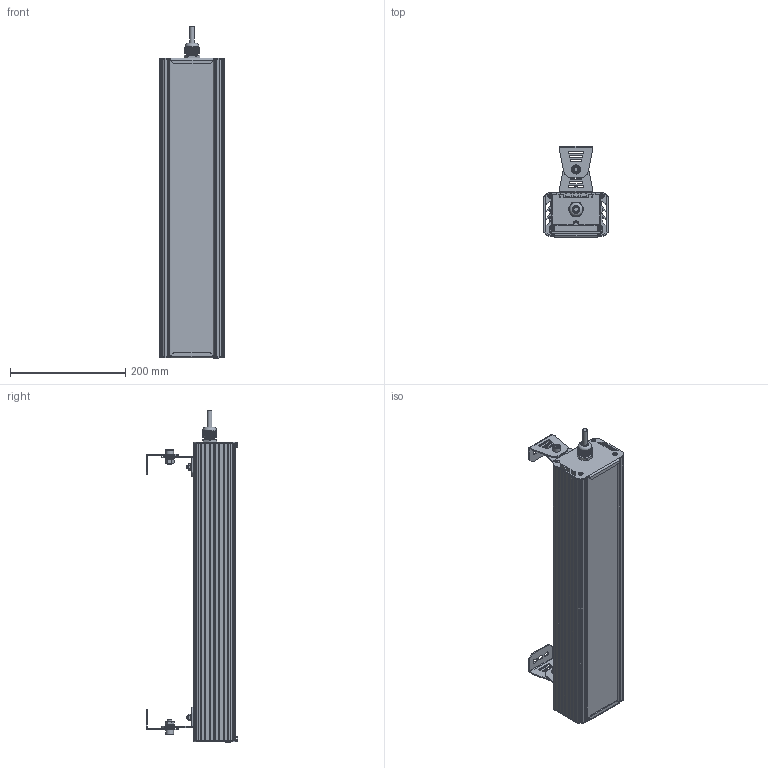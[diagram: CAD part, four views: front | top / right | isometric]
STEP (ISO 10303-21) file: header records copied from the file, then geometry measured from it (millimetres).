
FILE_DESCRIPTION(('STEP AP214'), '1');
FILE_NAME('001.0070.16.000 - ÃÑÏ-Ïðèìà-70', '2024-06-17T17:20:44', ('Ëóêîíèí Å Ï'), ('ÎÊÁ Ñâîé Ñòèëü'), 'C3D Converter', 'C3D Toolkit', '');
FILE_SCHEMA(('AUTOMOTIVE_DESIGN { 1 0 10303 214 3 1 1}'));
Length unit declared in the file: millimetre
Products named in the file (32): 001.0070.16.000; 001.0065.01.000
Assembly tree (59 placements, depth 4):
  001.0070.16.000
    (unnamed)
      (unnamed)
      (unnamed)
      (unnamed)  x4
      (unnamed)
      (unnamed)  x4
      (unnamed)
      (unnamed)
      (unnamed)
      (unnamed)  x7
        (unnamed)
        (unnamed)
        (unnamed)
        (unnamed)
        (unnamed)
        (unnamed)
        (unnamed)
        (unnamed)
        (unnamed)
      (unnamed)
        (unnamed)
    001.0065.01.000  x2
      (unnamed)
      (unnamed)
      (unnamed)
      (unnamed)
      (unnamed)
      (unnamed)
      (unnamed)
      (unnamed)
      (unnamed)
Bounding box: 112.19 x 158.42 x 576 mm (x, y, z)
Volume: 1010910.1 mm3; surface area: 872746.3 mm2
Topology: 274 solids, 274 shells, 3771 faces, 9444 edges, 6330 vertices
Faces by surface type: plane 2361, cylinder 1171, cone 166, bspline 41, sphere 21, torus 11
Full cylindrical faces by diameter (mm): 1 x21, 2 x14, 2.5 x28, 2.8 x175, 3.2 x21, 3.5 x35, 4 x8, 6 x4, 6.375 x2, 8 x12, 8.5 x8, 12 x3, 12.5 x1, 13.333 x2, 16 x5, 18.5 x3, 20 x1, 23.5 x1
Entity records: 119854 total; most frequent: CARTESIAN_POINT 49899, DIRECTION 9576, ORIENTED_EDGE 9256, EDGE_CURVE 4628, COLOUR_RGB 3914, PRESENTATION_STYLE_ASSIGNMENT 3914, AXIS2_PLACEMENT_3D 3443, VERTEX_POINT 3162
